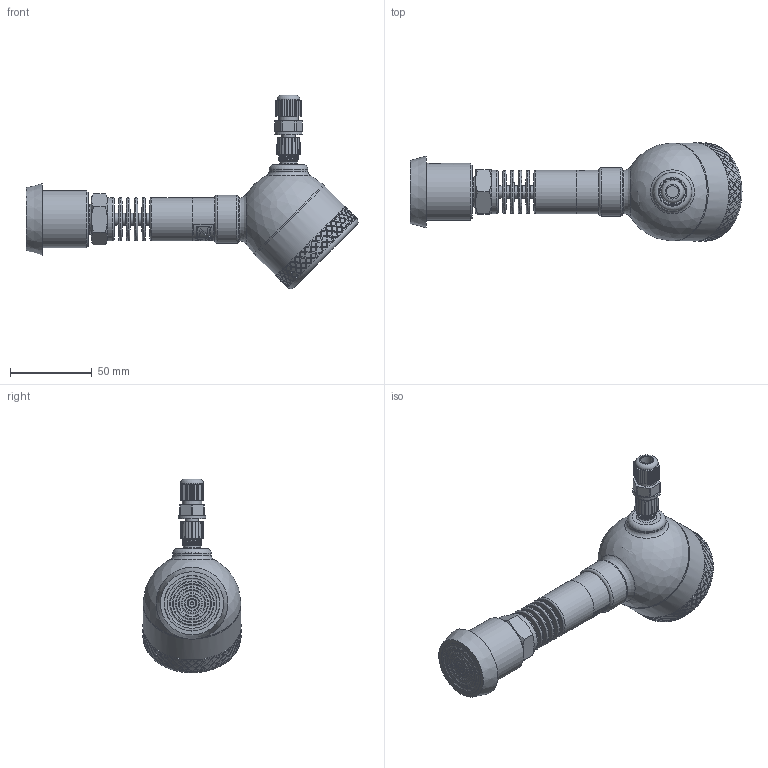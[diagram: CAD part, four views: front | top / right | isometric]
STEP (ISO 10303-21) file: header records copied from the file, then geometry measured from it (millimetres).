
FILE_DESCRIPTION(/* description */ (''),/* implementation_level */ '2;1');
FILE_NAME(/* name */ 'APZ3420sFH_TapperDN25_radiator_6.step',/* time_stamp */ '2021-07-08T16:25:01+03:00',/* author */ (''),/* organization */ (''),/* preprocessor_version */ 'ST-DEVELOPER v18.1',/* originating_system */ 'Autodesk Translation Framework v10.9.0.1377',/* authorisation */ '');
FILE_SCHEMA (('AUTOMOTIVE_DESIGN { 1 0 10303 214 3 1 1 }'));
Length unit declared in the file: millimetre
Products named in the file (9): АПЗ 3420s заполненный 
+ полевой корпус; G1\2EN radiator; Tapper socket DN25 diaphragm 34 v2 (1); Заполненный полевой 
корпус v13; Cover for display; Display; Main body; M12x1 adapter; M12x1 female straight v9
Assembly tree (8 placements, depth 3):
  АПЗ 3420s заполненный 
+ полевой корпус
    G1\2EN radiator
    Tapper socket DN25 diaphragm 34 v2 (1)
    Заполненный полевой 
корпус v13
      Cover for display
      Display
      Main body
      M12x1 adapter
      M12x1 female straight v9
Bounding box: 203.48 x 60.1 x 118.64 mm (x, y, z)
Volume: 272926.2 mm3; surface area: 66217.8 mm2
Topology: 17 solids, 17 shells, 1835 faces, 4609 edges, 3030 vertices
Faces by surface type: bspline 990, plane 396, cylinder 351, torus 48, cone 48, sphere 2
Full cylindrical faces by diameter (mm): 1 x4, 2 x1, 3 x1, 3.3 x1, 5 x5, 6 x3, 7 x1, 7.3 x1, 7.5 x5, 8 x3, 9.3 x1, 10.293 x1, 10.5 x2, 10.741 x7, 11.884 x6, 12 x1, 14 x1, 16.7 x1, 17 x1, 17.5 x1, 18 x1, 18.631 x6, 19.7 x1, 20.955 x7, 21.6 x1, 21.767 x1, 22 x1, 22.4 x1, 22.5 x1, 23.6 x1
Entity records: 79889 total; most frequent: CARTESIAN_POINT 43340, ORIENTED_EDGE 9212, EDGE_CURVE 4606, DIRECTION 4267, VERTEX_POINT 3029, B_SPLINE_CURVE_WITH_KNOTS 2735, EDGE_LOOP 2095, FACE_OUTER_BOUND 1835
